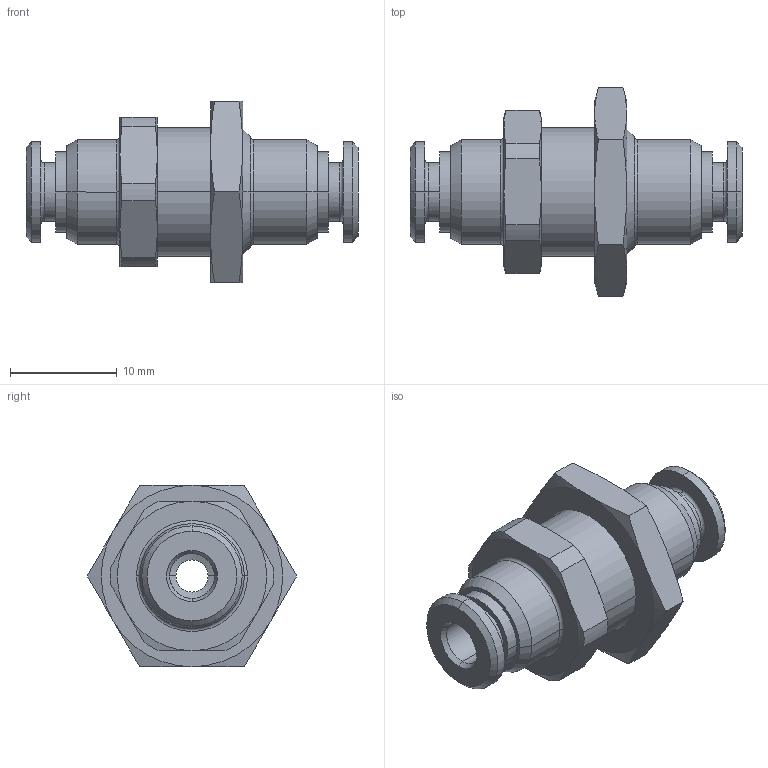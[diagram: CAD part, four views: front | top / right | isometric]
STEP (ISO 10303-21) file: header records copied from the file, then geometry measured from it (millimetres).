
FILE_DESCRIPTION((''),'2;1');
FILE_NAME('mxm.27.04.04',(''),('sopra-pneumatic'),'PRO/ENGINEER BY PARAMETRIC TECHNOLOGY CORPORATION, 2015110','PRO/ENGINEER BY PARAMETRIC TECHNOLOGY CORPORATION, 2015110','');
FILE_SCHEMA(('CONFIG_CONTROL_DESIGN'));
Length unit declared in the file: millimetre
Products named in the file (3): 383429B_959X4-4FF-OUM; 251703_256M-M12X1; 383429B_959X4-4FF_ASM
Assembly tree (2 placements, depth 2):
  383429B_959X4-4FF_ASM
    383429B_959X4-4FF-OUM
    251703_256M-M12X1
Bounding box: 31.1 x 19.63 x 17 mm (x, y, z)
Volume: 2739.5 mm3; surface area: 2551.2 mm2
Topology: 2 solids, 2 shells, 142 faces, 334 edges, 200 vertices
Faces by surface type: cone 54, cylinder 40, plane 36, torus 12
Entity records: 4260 total; most frequent: CARTESIAN_POINT 883, DIRECTION 736, ORIENTED_EDGE 668, EDGE_CURVE 334, AXIS2_PLACEMENT_3D 311, VERTEX_POINT 200, CIRCLE 164, EDGE_LOOP 158
